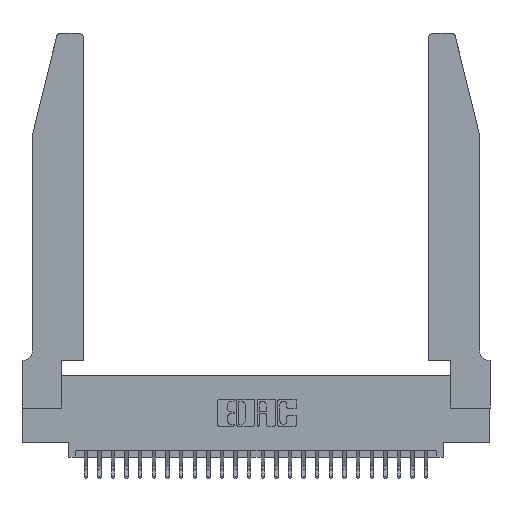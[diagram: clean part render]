
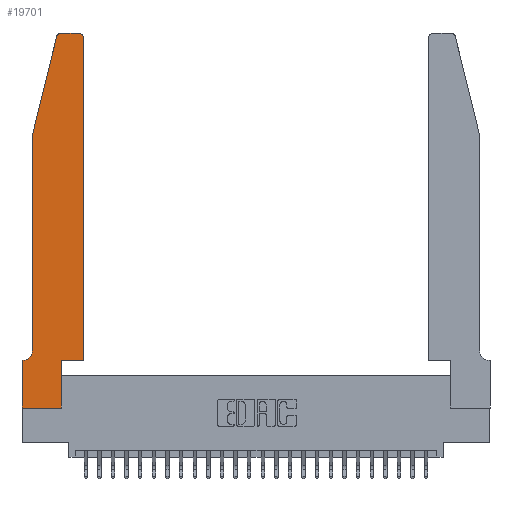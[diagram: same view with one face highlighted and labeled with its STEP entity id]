
A CAD part, top view. The second image highlights one B-rep face of the part: STEP entity #19701.
In plain terms, the highlighted planar face has unit normal (0, 0, 1).
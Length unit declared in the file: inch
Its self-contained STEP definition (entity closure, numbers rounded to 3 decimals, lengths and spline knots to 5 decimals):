
#345 = ORIENTED_EDGE ( 'NONE', *, *, #14944, .T. ) ;
#410 = DIRECTION ( 'NONE',  ( 1., 0., 0. ) ) ;
#617 = CARTESIAN_POINT ( 'NONE',  ( 0.2605, 2.75, 0.37 ) ) ;
#738 = AXIS2_PLACEMENT_3D ( 'NONE', #8255, #22948, #10349 ) ;
#774 = DIRECTION ( 'NONE',  ( 1., 0., 0. ) ) ;
#1025 = LINE ( 'NONE', #11959, #10729 ) ;
#1348 = CARTESIAN_POINT ( 'NONE',  ( 0.0755, 2., 0.37 ) ) ;
#1797 = LINE ( 'NONE', #21410, #21198 ) ;
#1837 = CARTESIAN_POINT ( 'NONE',  ( 0.4205, 2.75, 0.37 ) ) ;
#1866 = DIRECTION ( 'NONE',  ( -1., 0., 0. ) ) ;
#1920 = VERTEX_POINT ( 'NONE', #16149 ) ;
#2294 = DIRECTION ( 'NONE',  ( 1., 0., 0. ) ) ;
#2442 = CARTESIAN_POINT ( 'NONE',  ( 0.2865, 0.35, 0.37 ) ) ;
#3533 = CIRCLE ( 'NONE', #4778, 0.03 ) ;
#3557 = VECTOR ( 'NONE', #10234, 39.37008 ) ;
#3853 = CARTESIAN_POINT ( 'NONE',  ( 0.4505, 0.35, 0.37 ) ) ;
#4484 = VECTOR ( 'NONE', #1866, 39.37008 ) ;
#4778 = AXIS2_PLACEMENT_3D ( 'NONE', #9124, #20153, #774 ) ;
#4870 = EDGE_CURVE ( 'NONE', #9077, #27533, #14286, .T. ) ;
#5443 = EDGE_CURVE ( 'NONE', #13273, #6302, #14907, .T. ) ;
#5823 = CARTESIAN_POINT ( 'NONE',  ( 0.284, 2.75, 0.37 ) ) ;
#6302 = VERTEX_POINT ( 'NONE', #8515 ) ;
#6796 = VERTEX_POINT ( 'NONE', #3853 ) ;
#6948 = EDGE_CURVE ( 'NONE', #12714, #13877, #25834, .T. ) ;
#8117 = VECTOR ( 'NONE', #19460, 39.37008 ) ;
#8135 = ORIENTED_EDGE ( 'NONE', *, *, #8893, .T. ) ;
#8255 = CARTESIAN_POINT ( 'NONE',  ( 0., 0.35, 0.37 ) ) ;
#8515 = CARTESIAN_POINT ( 'NONE',  ( 0.0755, 2., 0.37 ) ) ;
#8686 = CARTESIAN_POINT ( 'NONE',  ( 0.4505, 0.35, 0.37 ) ) ;
#8783 = DIRECTION ( 'NONE',  ( 0., 1., 0. ) ) ;
#8893 = EDGE_CURVE ( 'NONE', #6796, #12714, #1025, .T. ) ;
#8939 = CARTESIAN_POINT ( 'NONE',  ( 0.0055, 0.35, 0.37 ) ) ;
#9077 = VERTEX_POINT ( 'NONE', #10955 ) ;
#9118 = LINE ( 'NONE', #617, #23804 ) ;
#9124 = CARTESIAN_POINT ( 'NONE',  ( 0.284, 2.72, 0.37 ) ) ;
#9366 = VERTEX_POINT ( 'NONE', #12022 ) ;
#10234 = DIRECTION ( 'NONE',  ( -0.239, -0.971, 0. ) ) ;
#10333 = VECTOR ( 'NONE', #2294, 39.37008 ) ;
#10349 = DIRECTION ( 'NONE',  ( 1., 0., 0. ) ) ;
#10729 = VECTOR ( 'NONE', #18356, 39.37008 ) ;
#10808 = CARTESIAN_POINT ( 'NONE',  ( 0., 0., 0.37 ) ) ;
#10955 = CARTESIAN_POINT ( 'NONE',  ( 0., 0.35, 0.37 ) ) ;
#11702 = EDGE_CURVE ( 'NONE', #6302, #17387, #1797, .T. ) ;
#11959 = CARTESIAN_POINT ( 'NONE',  ( 0.4505, 0.35, 0.37 ) ) ;
#11981 = EDGE_CURVE ( 'NONE', #15275, #9077, #15872, .T. ) ;
#12022 = CARTESIAN_POINT ( 'NONE',  ( 0.2865, 0., 0.37 ) ) ;
#12153 = ORIENTED_EDGE ( 'NONE', *, *, #5443, .T. ) ;
#12483 = PLANE ( 'NONE',  #738 ) ;
#12673 = DIRECTION ( 'NONE',  ( -1., 0., 0. ) ) ;
#12714 = VERTEX_POINT ( 'NONE', #19398 ) ;
#12783 = ORIENTED_EDGE ( 'NONE', *, *, #27386, .T. ) ;
#12867 = ORIENTED_EDGE ( 'NONE', *, *, #16484, .T. ) ;
#13069 = CARTESIAN_POINT ( 'NONE',  ( 0., 0., 0.37 ) ) ;
#13248 = CARTESIAN_POINT ( 'NONE',  ( 0.4205, 2.72, 0.37 ) ) ;
#13273 = VERTEX_POINT ( 'NONE', #20889 ) ;
#13877 = VERTEX_POINT ( 'NONE', #1837 ) ;
#14113 = DIRECTION ( 'NONE',  ( 0., 0., -1. ) ) ;
#14286 = LINE ( 'NONE', #16538, #21966 ) ;
#14330 = ORIENTED_EDGE ( 'NONE', *, *, #19979, .T. ) ;
#14855 = DIRECTION ( 'NONE',  ( 0., -1., 0. ) ) ;
#14907 = LINE ( 'NONE', #1348, #3557 ) ;
#14944 = EDGE_CURVE ( 'NONE', #9366, #1920, #19381, .T. ) ;
#15003 = AXIS2_PLACEMENT_3D ( 'NONE', #16902, #14113, #12673 ) ;
#15185 = LINE ( 'NONE', #8686, #8117 ) ;
#15275 = VERTEX_POINT ( 'NONE', #8939 ) ;
#15872 = LINE ( 'NONE', #25317, #4484 ) ;
#16149 = CARTESIAN_POINT ( 'NONE',  ( 0.2865, 0.35, 0.37 ) ) ;
#16484 = EDGE_CURVE ( 'NONE', #1920, #6796, #15185, .T. ) ;
#16538 = CARTESIAN_POINT ( 'NONE',  ( 0., 0., 0.37 ) ) ;
#16902 = CARTESIAN_POINT ( 'NONE',  ( 0.0055, 0.42, 0.37 ) ) ;
#17242 = EDGE_CURVE ( 'NONE', #13877, #21786, #9118, .T. ) ;
#17375 = LINE ( 'NONE', #10808, #10333 ) ;
#17387 = VERTEX_POINT ( 'NONE', #22496 ) ;
#17450 = DIRECTION ( 'NONE',  ( 0., 0., 1. ) ) ;
#17930 = EDGE_LOOP ( 'NONE', ( #24125, #26372, #12153, #20122, #12783, #20981, #24187, #14330, #345, #12867, #8135, #18434 ) ) ;
#18140 = AXIS2_PLACEMENT_3D ( 'NONE', #13248, #17450, #410 ) ;
#18356 = DIRECTION ( 'NONE',  ( 0., 1., 0. ) ) ;
#18434 = ORIENTED_EDGE ( 'NONE', *, *, #6948, .T. ) ;
#19179 = DIRECTION ( 'NONE',  ( 0., -1., 0. ) ) ;
#19381 = LINE ( 'NONE', #2442, #27391 ) ;
#19398 = CARTESIAN_POINT ( 'NONE',  ( 0.4505, 2.72, 0.37 ) ) ;
#19460 = DIRECTION ( 'NONE',  ( 1., 0., 0. ) ) ;
#19701 = ADVANCED_FACE ( 'NONE', ( #24331 ), #12483, .T. ) ;
#19979 = EDGE_CURVE ( 'NONE', #27533, #9366, #17375, .T. ) ;
#20122 = ORIENTED_EDGE ( 'NONE', *, *, #11702, .T. ) ;
#20146 = CIRCLE ( 'NONE', #15003, 0.07 ) ;
#20153 = DIRECTION ( 'NONE',  ( 0., 0., 1. ) ) ;
#20889 = CARTESIAN_POINT ( 'NONE',  ( 0.25487, 2.72718, 0.37 ) ) ;
#20981 = ORIENTED_EDGE ( 'NONE', *, *, #11981, .T. ) ;
#21198 = VECTOR ( 'NONE', #19179, 39.37008 ) ;
#21410 = CARTESIAN_POINT ( 'NONE',  ( 0.0755, 2., 0.37 ) ) ;
#21786 = VERTEX_POINT ( 'NONE', #5823 ) ;
#21966 = VECTOR ( 'NONE', #14855, 39.37008 ) ;
#22496 = CARTESIAN_POINT ( 'NONE',  ( 0.0755, 0.42, 0.37 ) ) ;
#22948 = DIRECTION ( 'NONE',  ( 0., 0., 1. ) ) ;
#23804 = VECTOR ( 'NONE', #26321, 39.37008 ) ;
#24125 = ORIENTED_EDGE ( 'NONE', *, *, #17242, .T. ) ;
#24187 = ORIENTED_EDGE ( 'NONE', *, *, #4870, .T. ) ;
#24331 = FACE_OUTER_BOUND ( 'NONE', #17930, .T. ) ;
#25317 = CARTESIAN_POINT ( 'NONE',  ( 0.0755, 0.35, 0.37 ) ) ;
#25834 = CIRCLE ( 'NONE', #18140, 0.03 ) ;
#25934 = EDGE_CURVE ( 'NONE', #21786, #13273, #3533, .T. ) ;
#26321 = DIRECTION ( 'NONE',  ( -1., 0., 0. ) ) ;
#26372 = ORIENTED_EDGE ( 'NONE', *, *, #25934, .T. ) ;
#27386 = EDGE_CURVE ( 'NONE', #17387, #15275, #20146, .T. ) ;
#27391 = VECTOR ( 'NONE', #8783, 39.37008 ) ;
#27533 = VERTEX_POINT ( 'NONE', #13069 ) ;
